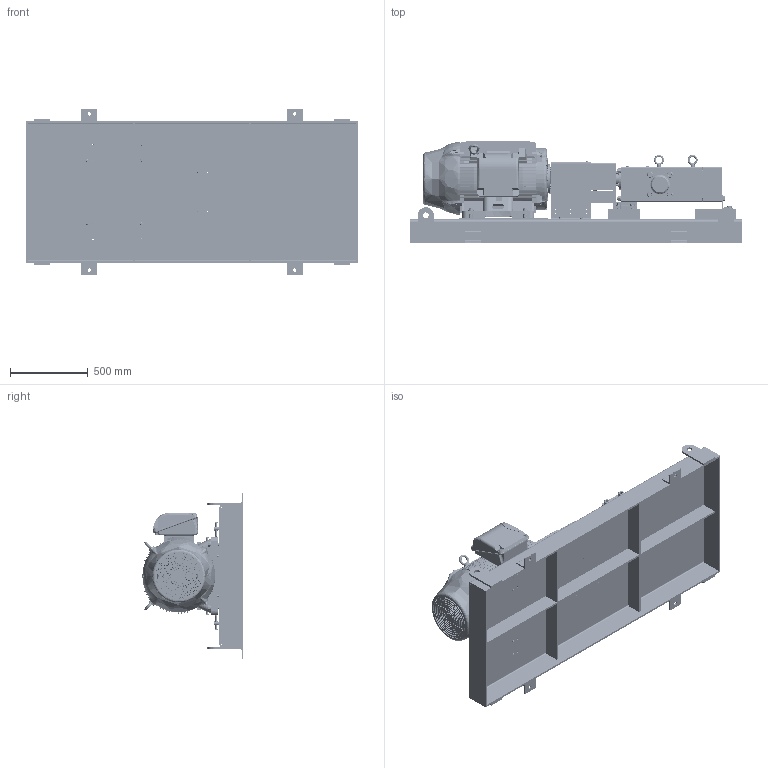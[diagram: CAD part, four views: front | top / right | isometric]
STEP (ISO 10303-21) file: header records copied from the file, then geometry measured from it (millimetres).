
FILE_DESCRIPTION (( 'STEP AP214' ), '1' );
FILE_NAME ('GPV-1460-031-U.STEP', '2019-10-08T14:26:05', ( '' ), ( '' ), 'SwSTEP 2.0', 'SolidWorks 2018', '' );
FILE_SCHEMA (( 'AUTOMOTIVE_DESIGN' ));
Length unit declared in the file: inch
Products named in the file (1): GPV-1460-031-U
Bounding box: 2133.6 x 655.75 x 1066.8 mm (x, y, z)
Volume: 223926683.8 mm3; surface area: 14828902.8 mm2
Topology: 140 solids, 163 shells, 9422 faces, 24029 edges, 15329 vertices
Faces by surface type: plane 4267, cylinder 2064, cone 1781, bspline 1248, torus 52, sphere 10
Entity records: 519845 total; most frequent: CARTESIAN_POINT 178173, ORIENTED_EDGE 47938, DIRECTION 40633, EDGE_CURVE 23969, VERTEX_POINT 15329, AXIS2_PLACEMENT_3D 14239, LINE 12155, VECTOR 12155
